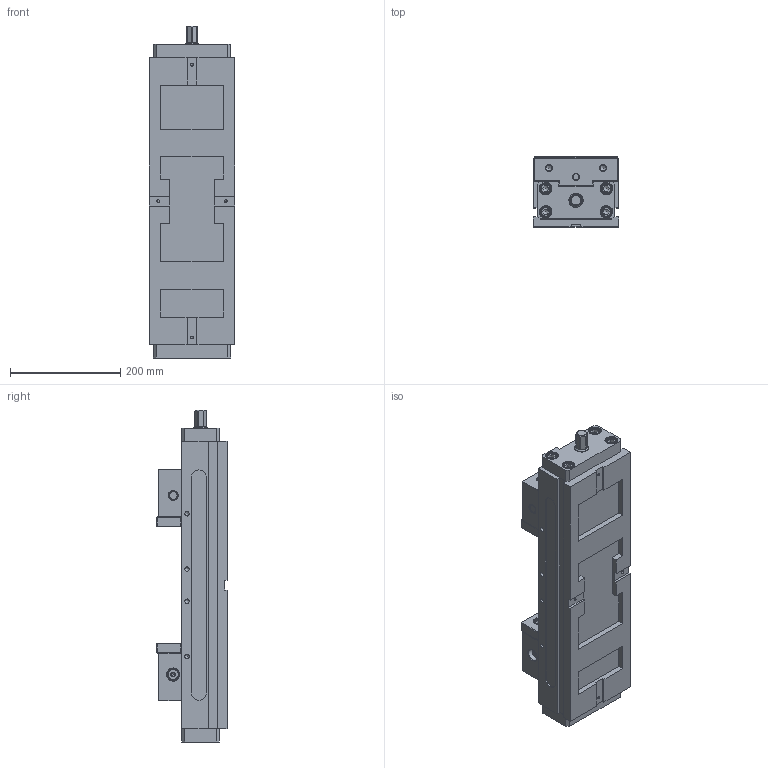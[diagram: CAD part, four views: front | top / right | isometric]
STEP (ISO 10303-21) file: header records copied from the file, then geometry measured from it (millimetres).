
FILE_DESCRIPTION(/* description */ (''),/* implementation_level */ '2;1');
FILE_NAME(/* name */ '1HLD160GA0101.stp',/* time_stamp */ '2020-03-17T11:11:15+08:00',/* author */ ('AUTOWELL002'),/* organization */ (''),/* preprocessor_version */ 'ST-DEVELOPER v17',/* originating_system */ 'Autodesk Inventor 2019',/* authorisation */ '');
FILE_SCHEMA (('AUTOMOTIVE_DESIGN { 1 0 10303 214 3 1 1 }'));
Length unit declared in the file: millimetre
Products named in the file (1): 1HLD160GA0101
Bounding box: 154 x 127.05 x 601 mm (x, y, z)
Volume: 6360345.3 mm3; surface area: 715806 mm2
Topology: 1 solids, 29 shells, 844 faces, 2294 edges, 1528 vertices
Faces by surface type: plane 494, cylinder 184, cone 132, torus 26, sphere 8
Full cylindrical faces by diameter (mm): 2.459 x4, 4.978 x4, 6.647 x4, 7.798 x8, 10.592 x18, 12 x14, 14 x12, 15 x2, 15.9 x1, 16 x6, 17 x3, 18 x12, 18.3 x1, 20 x3, 20.2 x1, 21 x11, 22 x2, 23 x2, 25 x5, 28.575 x4, 30 x1, 31 x5, 31.5 x1, 35.5 x1, 36.5 x1, 37 x1, 38 x1, 42 x3, 43 x1
Entity records: 27656 total; most frequent: CARTESIAN_POINT 4873, DIRECTION 4686, ORIENTED_EDGE 4500, EDGE_CURVE 2250, AXIS2_PLACEMENT_3D 1687, VERTEX_POINT 1528, LINE 1312, VECTOR 1312
